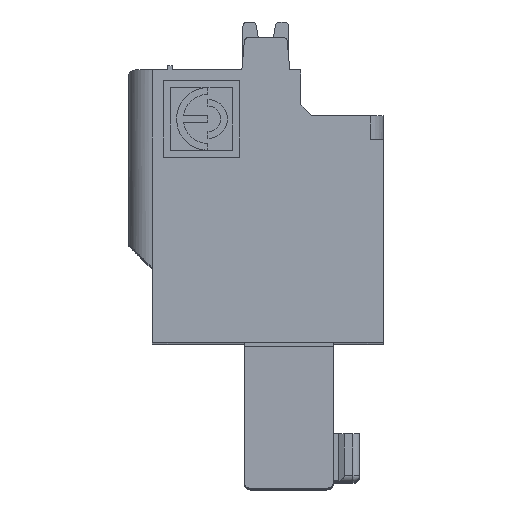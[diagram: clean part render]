
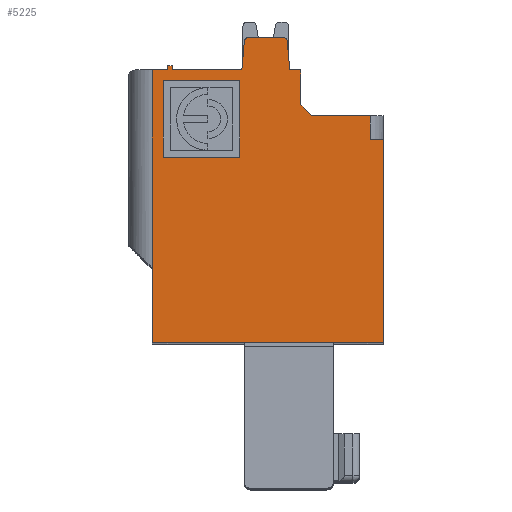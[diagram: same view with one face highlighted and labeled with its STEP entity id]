
A CAD part, top view. The second image highlights one B-rep face of the part: STEP entity #5225.
In plain terms, the highlighted planar face has unit normal (0, 0, 1).
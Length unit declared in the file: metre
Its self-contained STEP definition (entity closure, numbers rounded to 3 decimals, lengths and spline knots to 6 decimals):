
#5225=ADVANCED_FACE('',(#12047,#12048),#12049,.F.);
#5815=EDGE_CURVE('',#12964,#12931,#12965,.T.);
#12047=FACE_BOUND('',#20289,.T.);
#12048=FACE_OUTER_BOUND('',#20290,.T.);
#12049=PLANE('',#20291);
#12434=VERTEX_POINT('',#21169);
#12539=VERTEX_POINT('',#21330);
#12556=VERTEX_POINT('',#21355);
#12571=VERTEX_POINT('',#21380);
#12574=VERTEX_POINT('',#21385);
#12578=VERTEX_POINT('',#21391);
#12592=VERTEX_POINT('',#21411);
#12883=VERTEX_POINT('',#22032);
#12931=VERTEX_POINT('',#22111);
#12964=VERTEX_POINT('',#22168);
#12965=LINE('',#22169,#22170);
#16412=VERTEX_POINT('',#29722);
#20289=EDGE_LOOP('',(#41249,#41250,#41251,#41252));
#20290=EDGE_LOOP('',(#41253,#41254,#41255,#41256,#41257,#41258,#41259,#41260,#41261,#41262,#41263,#41264,#41265,#41266,#41267,#41268,#41269,#41270,#41271));
#20291=AXIS2_PLACEMENT_3D('',#41272,#41273,#41274);
#21169=CARTESIAN_POINT('',(0.1807,0.0127,-0.18427));
#21330=CARTESIAN_POINT('',(0.1807,0.0125,-0.18427));
#21355=CARTESIAN_POINT('',(0.184215,0.013817,-0.18427));
#21380=CARTESIAN_POINT('',(0.1841,0.0125,-0.18427));
#21385=CARTESIAN_POINT('',(0.1809,0.0125,-0.18427));
#21391=CARTESIAN_POINT('',(0.1809,0.0127,-0.18427));
#21411=CARTESIAN_POINT('',(0.186185,0.013817,-0.18427));
#22032=CARTESIAN_POINT('',(0.19,0.0093,-0.18427));
#22111=CARTESIAN_POINT('',(0.1906,0.0093,-0.18427));
#22168=CARTESIAN_POINT('',(0.1906,0.,-0.18427));
#22169=CARTESIAN_POINT('',(0.1906,0.,-0.18427));
#22170=VECTOR('',#41589,1.0);
#29722=CARTESIAN_POINT('',(0.1863,0.0125,-0.18427));
#41249=ORIENTED_EDGE('',*,*,#43532,.T.);
#41250=ORIENTED_EDGE('',*,*,#43590,.T.);
#41251=ORIENTED_EDGE('',*,*,#46045,.T.);
#41252=ORIENTED_EDGE('',*,*,#46028,.T.);
#41253=ORIENTED_EDGE('',*,*,#45920,.T.);
#41254=ORIENTED_EDGE('',*,*,#43137,.T.);
#41255=ORIENTED_EDGE('',*,*,#46031,.F.);
#41256=ORIENTED_EDGE('',*,*,#45987,.T.);
#41257=ORIENTED_EDGE('',*,*,#43368,.T.);
#41258=ORIENTED_EDGE('',*,*,#46008,.T.);
#41259=ORIENTED_EDGE('',*,*,#43295,.T.);
#41260=ORIENTED_EDGE('',*,*,#43299,.T.);
#41261=ORIENTED_EDGE('',*,*,#46030,.F.);
#41262=ORIENTED_EDGE('',*,*,#43326,.T.);
#41263=ORIENTED_EDGE('',*,*,#46010,.F.);
#41264=ORIENTED_EDGE('',*,*,#43266,.F.);
#41265=ORIENTED_EDGE('',*,*,#43362,.F.);
#41266=ORIENTED_EDGE('',*,*,#46043,.F.);
#41267=ORIENTED_EDGE('',*,*,#43108,.T.);
#41268=ORIENTED_EDGE('',*,*,#5815,.T.);
#41269=ORIENTED_EDGE('',*,*,#43620,.F.);
#41270=ORIENTED_EDGE('',*,*,#43597,.F.);
#41271=ORIENTED_EDGE('',*,*,#45917,.F.);
#41272=CARTESIAN_POINT('',(0.194572,0.033759,-0.18427));
#41273=DIRECTION('',(0.0,0.,-1.0));
#41274=DIRECTION('',(-1.0,0.0,0.0));
#41589=DIRECTION('',(0.0,1.0,0.));
#43108=EDGE_CURVE('',#46204,#12964,#46205,.T.);
#43137=EDGE_CURVE('',#46260,#46258,#46261,.T.);
#43266=EDGE_CURVE('',#12539,#12434,#46416,.T.);
#43295=EDGE_CURVE('',#46461,#12556,#46462,.T.);
#43299=EDGE_CURVE('',#12556,#12571,#46466,.T.);
#43326=EDGE_CURVE('',#12574,#12578,#46504,.T.);
#43362=EDGE_CURVE('',#46540,#12539,#46542,.T.);
#43368=EDGE_CURVE('',#12592,#46547,#46549,.T.);
#43532=EDGE_CURVE('',#46783,#46781,#46784,.T.);
#43590=EDGE_CURVE('',#46781,#46849,#46851,.T.);
#43597=EDGE_CURVE('',#46857,#12883,#46859,.T.);
#43620=EDGE_CURVE('',#12883,#12931,#46884,.T.);
#45917=EDGE_CURVE('',#49698,#46857,#49700,.T.);
#45920=EDGE_CURVE('',#49698,#46260,#49703,.T.);
#45987=EDGE_CURVE('',#16412,#12592,#49774,.T.);
#46008=EDGE_CURVE('',#46547,#46461,#49798,.T.);
#46010=EDGE_CURVE('',#12434,#12578,#49800,.T.);
#46028=EDGE_CURVE('',#49818,#46783,#49822,.T.);
#46030=EDGE_CURVE('',#12574,#12571,#49824,.T.);
#46031=EDGE_CURVE('',#16412,#46258,#49825,.T.);
#46043=EDGE_CURVE('',#46204,#46540,#49837,.T.);
#46045=EDGE_CURVE('',#46849,#49818,#49839,.T.);
#46204=VERTEX_POINT('',#50087);
#46205=LINE('',#50088,#50089);
#46258=VERTEX_POINT('',#50189);
#46260=VERTEX_POINT('',#50192);
#46261=LINE('',#50193,#50194);
#46416=LINE('',#50427,#50428);
#46461=VERTEX_POINT('',#50489);
#46462=CIRCLE('',#50490,0.0002);
#46466=LINE('',#50495,#50496);
#46504=LINE('',#50549,#50550);
#46540=VERTEX_POINT('',#50609);
#46542=LINE('',#50612,#50613);
#46547=VERTEX_POINT('',#50620);
#46549=CIRCLE('',#50623,0.0002);
#46781=VERTEX_POINT('',#50977);
#46783=VERTEX_POINT('',#50980);
#46784=LINE('',#50981,#50982);
#46849=VERTEX_POINT('',#51072);
#46851=LINE('',#51075,#51076);
#46857=VERTEX_POINT('',#51083);
#46859=LINE('',#51086,#51087);
#46884=LINE('',#51123,#51124);
#49698=VERTEX_POINT('',#55012);
#49700=LINE('',#55015,#55016);
#49703=LINE('',#55019,#55020);
#49774=LINE('',#55099,#55100);
#49798=LINE('',#55133,#55134);
#49800=LINE('',#55136,#55137);
#49818=VERTEX_POINT('',#55163);
#49822=LINE('',#55169,#55170);
#49824=LINE('',#55172,#55173);
#49825=LINE('',#55174,#55175);
#49837=LINE('',#55190,#55191);
#49839=LINE('',#55193,#55194);
#50087=CARTESIAN_POINT('',(0.18,0.,-0.18427));
#50088=CARTESIAN_POINT('',(0.176699,0.,-0.18427));
#50089=VECTOR('',#55328,1.0);
#50189=CARTESIAN_POINT('',(0.186811,0.0125,-0.18427));
#50192=CARTESIAN_POINT('',(0.186811,0.010896,-0.18427));
#50193=CARTESIAN_POINT('',(0.186811,0.033759,-0.18427));
#50194=VECTOR('',#55344,1.0);
#50427=CARTESIAN_POINT('',(0.1807,0.0125,-0.18427));
#50428=VECTOR('',#55447,1.0);
#50489=CARTESIAN_POINT('',(0.184414,0.014,-0.18427));
#50490=AXIS2_PLACEMENT_3D('',#55480,#55481,#55482);
#50495=CARTESIAN_POINT('',(0.184215,0.013817,-0.18427));
#50496=VECTOR('',#55484,1.0);
#50549=CARTESIAN_POINT('',(0.1809,0.0125,-0.18427));
#50550=VECTOR('',#55509,1.0);
#50609=CARTESIAN_POINT('',(0.18,0.0125,-0.18427));
#50612=CARTESIAN_POINT('',(0.18,0.0125,-0.18427));
#50613=VECTOR('',#55564,1.0);
#50620=CARTESIAN_POINT('',(0.185985,0.014,-0.18427));
#50623=AXIS2_PLACEMENT_3D('',#55571,#55572,#55573);
#50977=CARTESIAN_POINT('',(0.184,0.0085,-0.18427));
#50980=CARTESIAN_POINT('',(0.184,0.012,-0.18427));
#50981=CARTESIAN_POINT('',(0.184,0.033759,-0.18427));
#50982=VECTOR('',#55723,1.0);
#51072=CARTESIAN_POINT('',(0.1805,0.0085,-0.18427));
#51075=CARTESIAN_POINT('',(0.194072,0.0085,-0.18427));
#51076=VECTOR('',#55759,1.0);
#51083=CARTESIAN_POINT('',(0.19,0.0104,-0.18427));
#51086=CARTESIAN_POINT('',(0.19,0.0125,-0.18427));
#51087=VECTOR('',#55765,1.0);
#51123=CARTESIAN_POINT('',(0.19,0.0093,-0.18427));
#51124=VECTOR('',#55777,1.0);
#55012=CARTESIAN_POINT('',(0.187307,0.0104,-0.18427));
#55015=CARTESIAN_POINT('',(0.194572,0.0104,-0.18427));
#55016=VECTOR('',#57460,1.0);
#55019=CARTESIAN_POINT('',(0.179267,0.01844,-0.18427));
#55020=VECTOR('',#57464,1.0);
#55099=CARTESIAN_POINT('',(0.1863,0.0125,-0.18427));
#55100=VECTOR('',#57533,1.0);
#55133=CARTESIAN_POINT('',(0.184475,0.014,-0.18427));
#55134=VECTOR('',#57546,1.0);
#55136=CARTESIAN_POINT('',(0.1807,0.0127,-0.18427));
#55137=VECTOR('',#57547,1.0);
#55163=CARTESIAN_POINT('',(0.1805,0.012,-0.18427));
#55169=CARTESIAN_POINT('',(0.194072,0.012,-0.18427));
#55170=VECTOR('',#57558,1.0);
#55172=CARTESIAN_POINT('',(0.1809,0.0125,-0.18427));
#55173=VECTOR('',#57559,1.0);
#55174=CARTESIAN_POINT('',(0.1863,0.0125,-0.18427));
#55175=VECTOR('',#57560,1.0);
#55190=CARTESIAN_POINT('',(0.18,0.0118,-0.18427));
#55191=VECTOR('',#57570,1.0);
#55193=CARTESIAN_POINT('',(0.1805,0.033759,-0.18427));
#55194=VECTOR('',#57571,1.0);
#55328=DIRECTION('',(1.0,0.0,0.0));
#55344=DIRECTION('',(0.,1.0,0.));
#55447=DIRECTION('',(0.0,1.0,0.));
#55480=CARTESIAN_POINT('',(0.184414,0.0138,-0.18427));
#55481=DIRECTION('',(0.0,0.,1.0));
#55482=DIRECTION('',(0.0,1.0,0.));
#55484=DIRECTION('',(-0.087,-0.996,0.));
#55509=DIRECTION('',(0.0,1.0,0.));
#55564=DIRECTION('',(1.0,0.0,0.0));
#55571=CARTESIAN_POINT('',(0.185985,0.0138,-0.18427));
#55572=DIRECTION('',(0.,0.,1.0));
#55573=DIRECTION('',(0.996,0.087,0.));
#55723=DIRECTION('',(0.,-1.0,0.));
#55759=DIRECTION('',(-1.0,0.,0.));
#55765=DIRECTION('',(0.0,-1.0,0.));
#55777=DIRECTION('',(1.0,0.0,0.0));
#57460=DIRECTION('',(1.0,0.,0.));
#57464=DIRECTION('',(-0.707,0.707,0.));
#57533=DIRECTION('',(-0.087,0.996,0.));
#57546=DIRECTION('',(-1.0,-0.0,0.0));
#57547=DIRECTION('',(1.0,0.0,0.0));
#57558=DIRECTION('',(1.0,0.,0.));
#57559=DIRECTION('',(1.0,0.0,0.0));
#57560=DIRECTION('',(1.0,0.0,0.0));
#57570=DIRECTION('',(0.0,1.0,0.));
#57571=DIRECTION('',(0.,1.0,0.));
